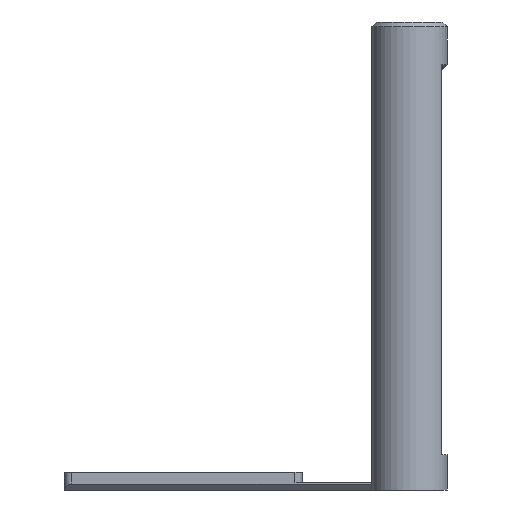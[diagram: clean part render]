
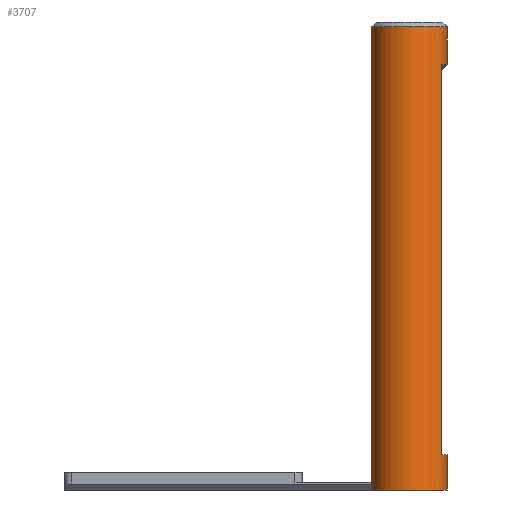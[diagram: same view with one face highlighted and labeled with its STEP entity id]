
A CAD part, left-side view. The second image highlights one B-rep face of the part: STEP entity #3707.
In plain terms, the highlighted cylindrical face has radius 3.2 mm (diameter 6.4 mm), a partial arc.
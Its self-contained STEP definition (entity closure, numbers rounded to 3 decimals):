
#245=FACE_OUTER_BOUND('',#455,.T.);
#455=EDGE_LOOP('',(#2884,#2885,#2886,#2887,#2888,#2889,#2890,#2891));
#594=CIRCLE('',#3911,3.2);
#610=CIRCLE('',#3949,3.2);
#621=CIRCLE('',#3990,3.2);
#622=CIRCLE('',#3991,3.2);
#739=LINE('',#5430,#1126);
#806=LINE('',#5628,#1193);
#838=LINE('',#5701,#1225);
#896=LINE('',#5873,#1283);
#1126=VECTOR('',#4272,10.);
#1193=VECTOR('',#4433,10.);
#1225=VECTOR('',#4497,10.);
#1283=VECTOR('',#4699,10.);
#1539=VERTEX_POINT('',#5408);
#1542=VERTEX_POINT('',#5413);
#1605=VERTEX_POINT('',#5625);
#1606=VERTEX_POINT('',#5627);
#1629=VERTEX_POINT('',#5685);
#1631=VERTEX_POINT('',#5700);
#1669=VERTEX_POINT('',#5870);
#1670=VERTEX_POINT('',#5872);
#1905=EDGE_CURVE('',#1542,#1539,#739,.T.);
#1996=EDGE_CURVE('',#1605,#1606,#806,.T.);
#2029=EDGE_CURVE('',#1606,#1629,#594,.T.);
#2034=EDGE_CURVE('',#1631,#1629,#838,.T.);
#2071=EDGE_CURVE('',#1631,#1542,#610,.T.);
#2118=EDGE_CURVE('',#1605,#1669,#621,.T.);
#2119=EDGE_CURVE('',#1669,#1670,#896,.T.);
#2120=EDGE_CURVE('',#1539,#1670,#622,.T.);
#2884=ORIENTED_EDGE('',*,*,#2071,.F.);
#2885=ORIENTED_EDGE('',*,*,#2034,.T.);
#2886=ORIENTED_EDGE('',*,*,#2029,.F.);
#2887=ORIENTED_EDGE('',*,*,#1996,.F.);
#2888=ORIENTED_EDGE('',*,*,#2118,.T.);
#2889=ORIENTED_EDGE('',*,*,#2119,.T.);
#2890=ORIENTED_EDGE('',*,*,#2120,.F.);
#2891=ORIENTED_EDGE('',*,*,#1905,.F.);
#3569=CYLINDRICAL_SURFACE('',#3989,3.2);
#3707=ADVANCED_FACE('',(#245),#3569,.T.);
#3911=AXIS2_PLACEMENT_3D('',#5690,#4480,#4481);
#3949=AXIS2_PLACEMENT_3D('',#5773,#4579,#4580);
#3989=AXIS2_PLACEMENT_3D('',#5869,#4695,#4696);
#3990=AXIS2_PLACEMENT_3D('',#5871,#4697,#4698);
#3991=AXIS2_PLACEMENT_3D('',#5874,#4700,#4701);
#4272=DIRECTION('',(0.,0.,-1.));
#4433=DIRECTION('',(0.,0.,1.));
#4480=DIRECTION('center_axis',(0.,0.,1.));
#4481=DIRECTION('ref_axis',(0.,-1.,0.));
#4497=DIRECTION('',(0.,0.,1.));
#4579=DIRECTION('center_axis',(0.,0.,-1.));
#4580=DIRECTION('ref_axis',(0.,-1.,0.));
#4695=DIRECTION('center_axis',(0.,0.,1.));
#4696=DIRECTION('ref_axis',(-1.,0.,0.));
#4697=DIRECTION('center_axis',(0.,0.,1.));
#4698=DIRECTION('ref_axis',(0.,1.,0.));
#4699=DIRECTION('',(0.,0.,1.));
#4700=DIRECTION('center_axis',(0.,0.,1.));
#4701=DIRECTION('ref_axis',(0.,1.,0.));
#5408=CARTESIAN_POINT('',(-23.307,4.293,3.));
#5413=CARTESIAN_POINT('',(-23.307,4.293,36.));
#5430=CARTESIAN_POINT('',(-23.307,4.293,0.));
#5625=CARTESIAN_POINT('',(-21.6,10.2,0.));
#5627=CARTESIAN_POINT('',(-21.6,10.2,39.2));
#5628=CARTESIAN_POINT('',(-21.6,10.2,0.));
#5685=CARTESIAN_POINT('',(-21.6,3.8,39.2));
#5690=CARTESIAN_POINT('Origin',(-21.6,7.,39.2));
#5700=CARTESIAN_POINT('',(-21.6,3.8,36.));
#5701=CARTESIAN_POINT('',(-21.6,3.8,35.1));
#5773=CARTESIAN_POINT('Origin',(-21.6,7.,36.));
#5869=CARTESIAN_POINT('Origin',(-21.6,7.,0.));
#5870=CARTESIAN_POINT('',(-21.6,3.8,0.));
#5871=CARTESIAN_POINT('Origin',(-21.6,7.,0.));
#5872=CARTESIAN_POINT('',(-21.6,3.8,3.));
#5873=CARTESIAN_POINT('',(-21.6,3.8,0.));
#5874=CARTESIAN_POINT('Origin',(-21.6,7.,3.));
